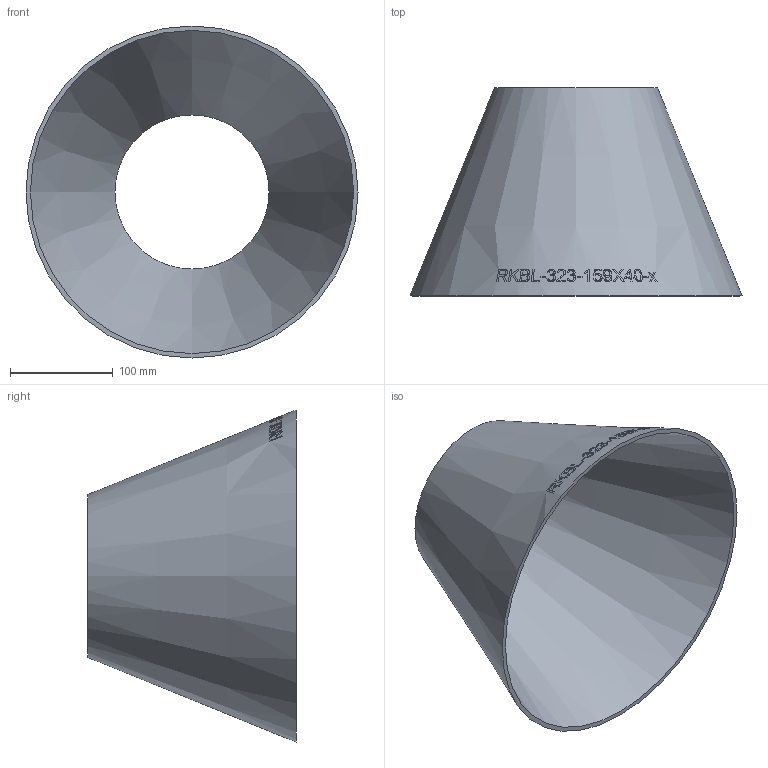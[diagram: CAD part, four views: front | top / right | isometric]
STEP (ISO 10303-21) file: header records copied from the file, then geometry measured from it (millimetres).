
FILE_DESCRIPTION (( 'STEP AP214' ), '1' );
FILE_NAME ('RKBL-323-159X40-x Reduzierung aus Blech ISO-sonstige 2007.STEP', '2020-07-14T11:32:35', ( '' ), ( '' ), 'SwSTEP 2.0', 'SolidWorks 2019', '' );
FILE_SCHEMA (( 'AUTOMOTIVE_DESIGN' ));
Length unit declared in the file: millimetre
Products named in the file (1): RKBL-323-159X40-x Reduzierung aus Blech ISO-sonstige 2007
Bounding box: 323.9 x 203 x 323.9 mm (x, y, z)
Volume: 652478.2 mm3; surface area: 332908.8 mm2
Topology: 1 solids, 1 shells, 234 faces, 627 edges, 418 vertices
Faces by surface type: bspline 207, cone 25, plane 2
Entity records: 37159 total; most frequent: CARTESIAN_POINT 30653, ORIENTED_EDGE 1250, EDGE_CURVE 625, B_SPLINE_CURVE_WITH_KNOTS 621, VERTEX_POINT 418, EDGE_LOOP 261, FACE_OUTER_BOUND 234, ADVANCED_FACE 234
